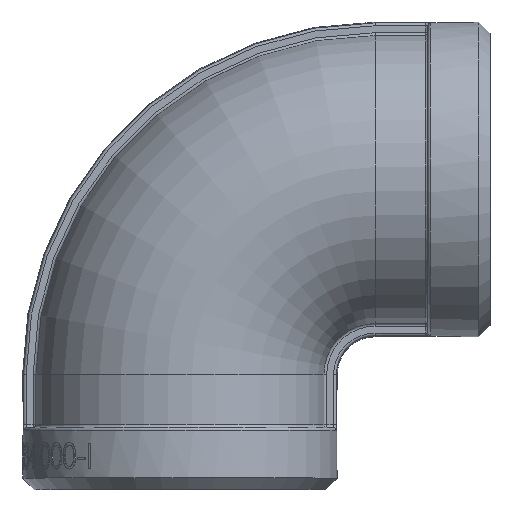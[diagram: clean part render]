
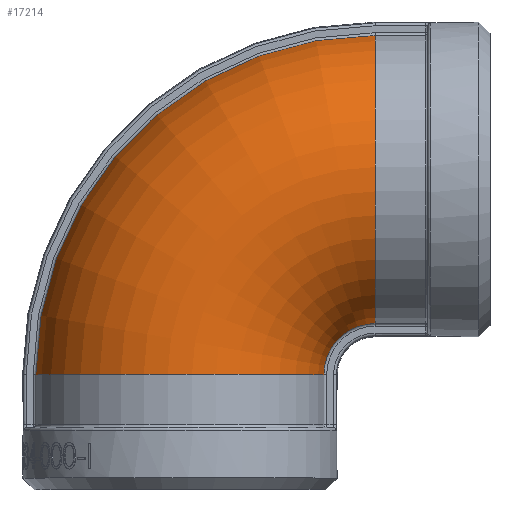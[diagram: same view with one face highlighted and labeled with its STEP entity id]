
A CAD part, top view. The second image highlights one B-rep face of the part: STEP entity #17214.
In plain terms, the highlighted toroidal (fillet/blend) face has major radius 20.45 mm and minor radius 15.25 mm.
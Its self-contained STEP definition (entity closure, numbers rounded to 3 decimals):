
#945 = CIRCLE ( 'NONE', #961, 15.25 ) ;
#961 = AXIS2_PLACEMENT_3D ( 'NONE', #1898, #1902, #1906 ) ;
#1898 = CARTESIAN_POINT ( 'NONE',  ( 20.45, 0., 0. ) ) ;
#1902 = DIRECTION ( 'NONE',  ( 1., 0., 0. ) ) ;
#1906 = DIRECTION ( 'NONE',  ( 0., 0.991, 0.131 ) ) ;
#6733 = EDGE_LOOP ( 'NONE', ( #25437, #25392, #25447, #25450 ) ) ;
#7285 = TOROIDAL_SURFACE ( 'NONE', #7292, 20.45, 15.25 ) ;
#7292 = AXIS2_PLACEMENT_3D ( 'NONE', #23524, #23526, #23544 ) ;
#16016 = EDGE_CURVE ( 'NONE', #24546, #24547, #945, .T. ) ;
#17214 = ADVANCED_FACE ( 'NONE', ( #23513 ), #7285, .T. ) ;
#17501 = EDGE_CURVE ( 'NONE', #24547, #24559, #25757, .T. ) ;
#17607 = EDGE_CURVE ( 'NONE', #24563, #24546, #25765, .T. ) ;
#17669 = EDGE_CURVE ( 'NONE', #24563, #24559, #25832, .T. ) ;
#23513 = FACE_OUTER_BOUND ( 'NONE', #6733, .T. ) ;
#23524 = CARTESIAN_POINT ( 'NONE',  ( 20.45, -20.45, 0. ) ) ;
#23526 = DIRECTION ( 'NONE',  ( 0., 0., -1. ) ) ;
#23544 = DIRECTION ( 'NONE',  ( 0., 1., 0. ) ) ;
#24546 = VERTEX_POINT ( 'NONE', #27698 ) ;
#24547 = VERTEX_POINT ( 'NONE', #27700 ) ;
#24559 = VERTEX_POINT ( 'NONE', #27668 ) ;
#24563 = VERTEX_POINT ( 'NONE', #27771 ) ;
#25392 = ORIENTED_EDGE ( 'NONE', *, *, #17669, .T. ) ;
#25437 = ORIENTED_EDGE ( 'NONE', *, *, #17607, .F. ) ;
#25447 = ORIENTED_EDGE ( 'NONE', *, *, #17501, .F. ) ;
#25450 = ORIENTED_EDGE ( 'NONE', *, *, #16016, .F. ) ;
#25734 = AXIS2_PLACEMENT_3D ( 'NONE', #27361, #27365, #27362 ) ;
#25757 = CIRCLE ( 'NONE', #25734, 5.368 ) ;
#25765 = CIRCLE ( 'NONE', #25787, 35.532 ) ;
#25787 = AXIS2_PLACEMENT_3D ( 'NONE', #27528, #27529, #27531 ) ;
#25832 = CIRCLE ( 'NONE', #25833, 15.25 ) ;
#25833 = AXIS2_PLACEMENT_3D ( 'NONE', #27621, #27659, #27677 ) ;
#27361 = CARTESIAN_POINT ( 'NONE',  ( 20.45, -20.45, 2.256 ) ) ;
#27362 = DIRECTION ( 'NONE',  ( -0.707, 0.707, 0. ) ) ;
#27365 = DIRECTION ( 'NONE',  ( 0., 0., 1. ) ) ;
#27528 = CARTESIAN_POINT ( 'NONE',  ( 20.45, -20.45, 2.256 ) ) ;
#27529 = DIRECTION ( 'NONE',  ( 0., 0., -1. ) ) ;
#27531 = DIRECTION ( 'NONE',  ( -0.707, 0.707, 0. ) ) ;
#27621 = CARTESIAN_POINT ( 'NONE',  ( 0., -20.45, 0. ) ) ;
#27659 = DIRECTION ( 'NONE',  ( 0., 1., 0. ) ) ;
#27668 = CARTESIAN_POINT ( 'NONE',  ( 15.082, -20.45, 2.256 ) ) ;
#27677 = DIRECTION ( 'NONE',  ( -0.991, 0., 0.131 ) ) ;
#27698 = CARTESIAN_POINT ( 'NONE',  ( 20.45, 15.082, 2.256 ) ) ;
#27700 = CARTESIAN_POINT ( 'NONE',  ( 20.45, -15.082, 2.256 ) ) ;
#27771 = CARTESIAN_POINT ( 'NONE',  ( -15.082, -20.45, 2.256 ) ) ;
